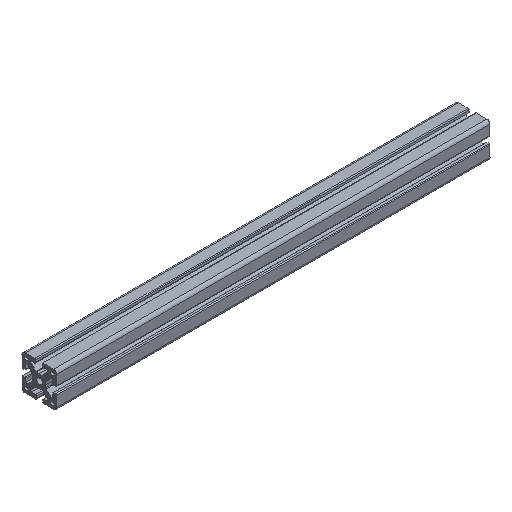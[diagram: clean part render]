
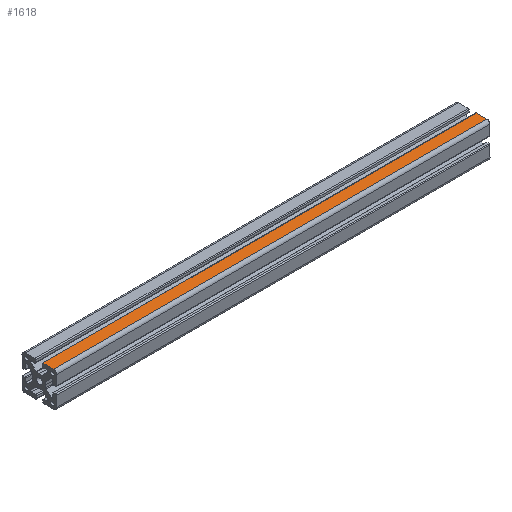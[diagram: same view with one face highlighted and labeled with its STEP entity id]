
A CAD part, isometric view. The second image highlights one B-rep face of the part: STEP entity #1618.
In plain terms, the highlighted planar face has unit normal (0, 0, 1).
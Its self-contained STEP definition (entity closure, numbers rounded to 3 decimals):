
#43=PLANE('',#1757);
#106=FACE_OUTER_BOUND('',#189,.T.);
#189=EDGE_LOOP('',(#1208,#1209,#1210,#1211));
#318=LINE('',#2571,#479);
#319=LINE('',#2574,#480);
#320=LINE('',#2576,#481);
#321=LINE('',#2577,#482);
#479=VECTOR('',#2080,10.);
#480=VECTOR('',#2083,10.);
#481=VECTOR('',#2084,10.);
#482=VECTOR('',#2085,10.);
#725=VERTEX_POINT('',#2567);
#726=VERTEX_POINT('',#2569);
#727=VERTEX_POINT('',#2573);
#728=VERTEX_POINT('',#2575);
#926=EDGE_CURVE('',#725,#726,#318,.T.);
#927=EDGE_CURVE('',#725,#727,#319,.T.);
#928=EDGE_CURVE('',#728,#726,#320,.T.);
#929=EDGE_CURVE('',#727,#728,#321,.T.);
#1208=ORIENTED_EDGE('',*,*,#927,.F.);
#1209=ORIENTED_EDGE('',*,*,#926,.T.);
#1210=ORIENTED_EDGE('',*,*,#928,.F.);
#1211=ORIENTED_EDGE('',*,*,#929,.F.);
#1618=ADVANCED_FACE('',(#106),#43,.T.);
#1757=AXIS2_PLACEMENT_3D('',#2572,#2081,#2082);
#2080=DIRECTION('',(1.,0.,0.));
#2081=DIRECTION('center_axis',(0.,0.,1.));
#2082=DIRECTION('ref_axis',(0.,-1.,0.));
#2083=DIRECTION('',(0.,1.,0.));
#2084=DIRECTION('',(0.,-1.,0.));
#2085=DIRECTION('',(1.,0.,0.));
#2567=CARTESIAN_POINT('',(0.,-16.5,20.));
#2569=CARTESIAN_POINT('',(500.,-16.5,20.));
#2571=CARTESIAN_POINT('',(0.,-16.5,20.));
#2572=CARTESIAN_POINT('Origin',(0.,-4.1,20.));
#2573=CARTESIAN_POINT('',(0.,-4.1,20.));
#2574=CARTESIAN_POINT('',(0.,-16.5,20.));
#2575=CARTESIAN_POINT('',(500.,-4.1,20.));
#2576=CARTESIAN_POINT('',(500.,-16.5,20.));
#2577=CARTESIAN_POINT('',(0.,-4.1,20.));
